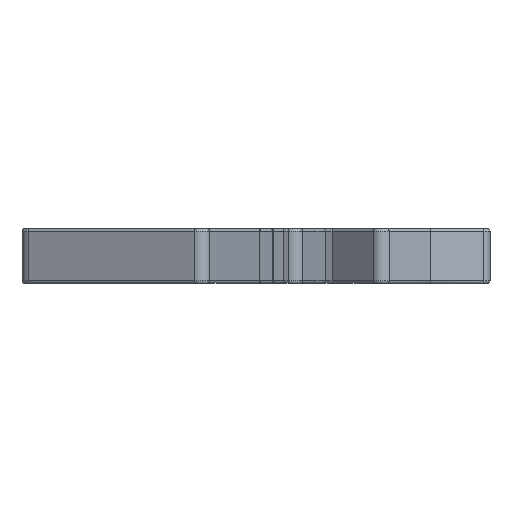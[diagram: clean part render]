
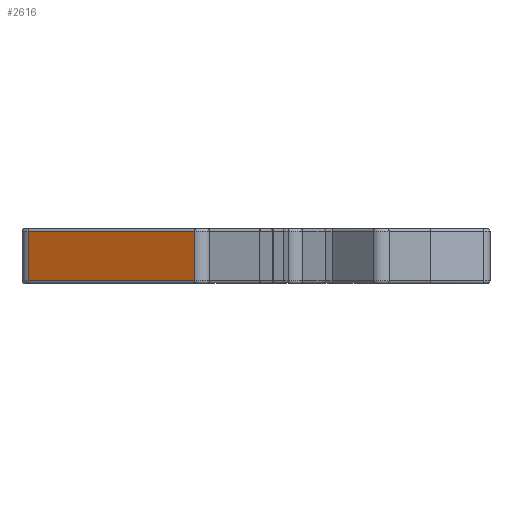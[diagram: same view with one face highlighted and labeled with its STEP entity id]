
A CAD part, left-side view. The second image highlights one B-rep face of the part: STEP entity #2616.
In plain terms, the highlighted planar face has unit normal (-0.906, 0.423, 0).
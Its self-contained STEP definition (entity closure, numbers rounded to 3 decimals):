
#2558=CARTESIAN_POINT('',(-112.357,87.413,-0.8));
#2559=VERTEX_POINT('',#2558);
#2560=CARTESIAN_POINT('',(-112.357,87.413,14.));
#2561=VERTEX_POINT('',#2560);
#2562=CARTESIAN_POINT('',(-112.357,87.413,-0.8));
#2563=DIRECTION('',(0.,0.,1.));
#2564=VECTOR('',#2563,14.8);
#2565=LINE('',#2562,#2564);
#2566=EDGE_CURVE('',#2559,#2561,#2565,.T.);
#2586=CARTESIAN_POINT('',(-123.93,62.594,-8.));
#2587=DIRECTION('',(0.906,-0.423,0.));
#2588=DIRECTION('',(0.423,0.906,0.));
#2589=AXIS2_PLACEMENT_3D('',#2586,#2587,#2588);
#2590=PLANE('',#2589);
#2591=CARTESIAN_POINT('',(-135.503,37.775,-0.8));
#2592=VERTEX_POINT('',#2591);
#2593=CARTESIAN_POINT('',(-135.503,37.775,14.));
#2594=VERTEX_POINT('',#2593);
#2595=CARTESIAN_POINT('',(-135.503,37.775,-0.8));
#2596=DIRECTION('',(0.,0.,1.));
#2597=VECTOR('',#2596,14.8);
#2598=LINE('',#2595,#2597);
#2599=EDGE_CURVE('',#2592,#2594,#2598,.T.);
#2600=ORIENTED_EDGE('',*,*,#2599,.T.);
#2601=CARTESIAN_POINT('',(-135.503,37.775,14.));
#2602=DIRECTION('',(0.423,0.906,0.));
#2603=VECTOR('',#2602,54.769);
#2604=LINE('',#2601,#2603);
#2605=EDGE_CURVE('',#2594,#2561,#2604,.T.);
#2606=ORIENTED_EDGE('',*,*,#2605,.T.);
#2607=ORIENTED_EDGE('',*,*,#2566,.F.);
#2608=CARTESIAN_POINT('',(-112.357,87.413,-0.8));
#2609=DIRECTION('',(-0.423,-0.906,-0.));
#2610=VECTOR('',#2609,54.769);
#2611=LINE('',#2608,#2610);
#2612=EDGE_CURVE('',#2559,#2592,#2611,.T.);
#2613=ORIENTED_EDGE('',*,*,#2612,.T.);
#2614=EDGE_LOOP('',(#2600,#2606,#2607,#2613));
#2615=FACE_BOUND('',#2614,.T.);
#2616=ADVANCED_FACE('',(#2615),#2590,.F.);
